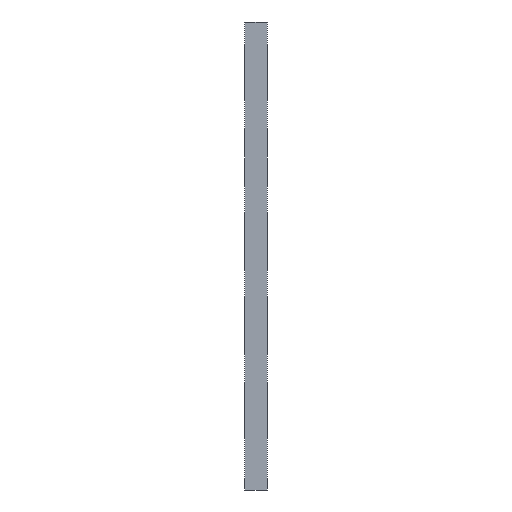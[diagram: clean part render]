
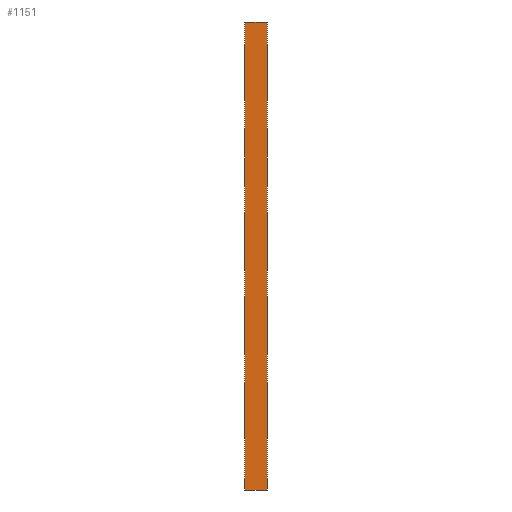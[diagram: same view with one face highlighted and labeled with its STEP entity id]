
A CAD part, left-side view. The second image highlights one B-rep face of the part: STEP entity #1151.
In plain terms, the highlighted planar face has unit normal (-1, 0, 0).
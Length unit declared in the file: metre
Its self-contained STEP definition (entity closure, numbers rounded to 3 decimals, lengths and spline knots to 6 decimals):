
#244=ORIENTED_EDGE('',*,*,#474,.F.);
#245=ORIENTED_EDGE('',*,*,#471,.T.);
#246=ORIENTED_EDGE('',*,*,#476,.F.);
#247=ORIENTED_EDGE('',*,*,#429,.F.);
#429=EDGE_CURVE('',#561,#562,#699,.T.);
#471=EDGE_CURVE('',#604,#603,#741,.T.);
#474=EDGE_CURVE('',#604,#561,#744,.T.);
#476=EDGE_CURVE('',#562,#603,#746,.T.);
#561=VERTEX_POINT('',#1707);
#562=VERTEX_POINT('',#1709);
#603=VERTEX_POINT('',#1792);
#604=VERTEX_POINT('',#1794);
#699=LINE('',#1708,#861);
#741=LINE('',#1793,#903);
#744=LINE('',#1799,#906);
#746=LINE('',#1802,#908);
#861=VECTOR('',#1400,1.);
#903=VECTOR('',#1444,1.);
#906=VECTOR('',#1449,1.);
#908=VECTOR('',#1453,1.);
#973=EDGE_LOOP('',(#244,#245,#246,#247));
#1039=FACE_BOUND('',#973,.T.);
#1095=PLANE('',#1220);
#1151=ADVANCED_FACE('',(#1039),#1095,.F.);
#1220=AXIS2_PLACEMENT_3D('',#1801,#1451,#1452);
#1400=DIRECTION('',(0.,0.,-1.));
#1444=DIRECTION('',(0.,0.,-1.));
#1449=DIRECTION('',(0.,-1.,0.));
#1451=DIRECTION('',(1.,0.,0.));
#1452=DIRECTION('',(0.,0.,1.));
#1453=DIRECTION('',(0.,1.,0.));
#1707=CARTESIAN_POINT('',(-0.04925,-0.084717,0.079204));
#1708=CARTESIAN_POINT('',(-0.04925,-0.084717,0.079206));
#1709=CARTESIAN_POINT('',(-0.04925,-0.084717,-0.003996));
#1792=CARTESIAN_POINT('',(-0.04925,-0.080717,-0.003996));
#1793=CARTESIAN_POINT('',(-0.04925,-0.080717,0.079206));
#1794=CARTESIAN_POINT('',(-0.04925,-0.080717,0.079204));
#1799=CARTESIAN_POINT('',(-0.04925,0.043283,0.079204));
#1801=CARTESIAN_POINT('',(-0.04925,0.034882,-0.003996));
#1802=CARTESIAN_POINT('',(-0.04925,0.034882,-0.003996));
